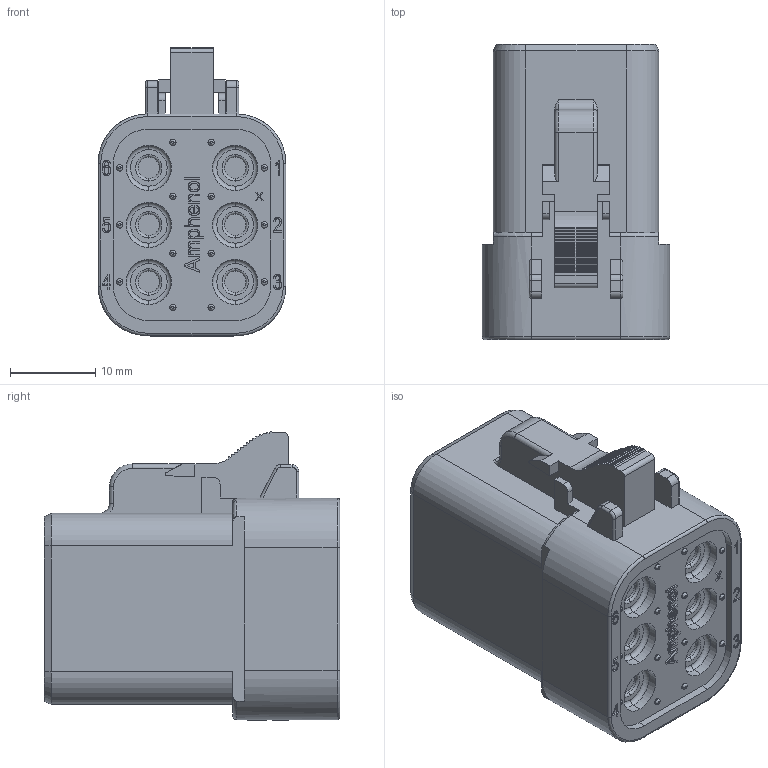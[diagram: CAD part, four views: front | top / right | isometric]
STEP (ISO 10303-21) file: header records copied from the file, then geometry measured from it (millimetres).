
FILE_DESCRIPTION((''),'2;1');
FILE_NAME('PL000773-06','2019-09-25T',('Peter.Yang'),(''),'PRO/ENGINEER BY PARAMETRIC TECHNOLOGY CORPORATION, 2016360','PRO/ENGINEER BY PARAMETRIC TECHNOLOGY CORPORATION, 2016360','');
FILE_SCHEMA(('CONFIG_CONTROL_DESIGN'));
Length unit declared in the file: millimetre
Products named in the file (1): PL000773-06
Bounding box: 22.05 x 34.7 x 33.93 mm (x, y, z)
Volume: 15638.9 mm3; surface area: 4716.4 mm2
Topology: 1 solids, 1 shells, 961 faces, 2569 edges, 1684 vertices
Faces by surface type: plane 392, extrusion 367, cylinder 130, torus 40, bspline 28, cone 4
Entity records: 31985 total; most frequent: CARTESIAN_POINT 9204, ORIENTED_EDGE 5138, DIRECTION 3696, EDGE_CURVE 2569, VECTOR 1800, VERTEX_POINT 1684, LINE 1433, B_SPLINE_CURVE_WITH_KNOTS 1121
